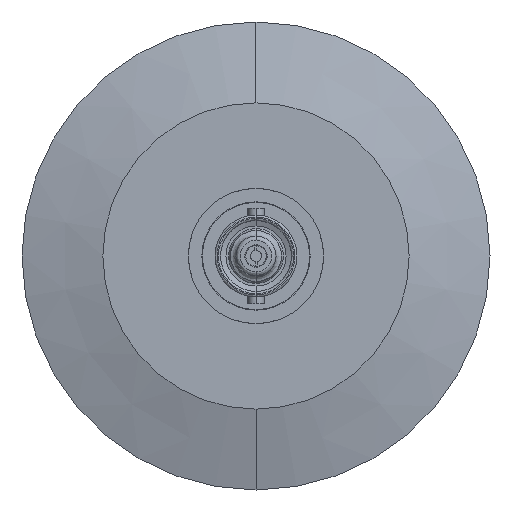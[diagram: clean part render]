
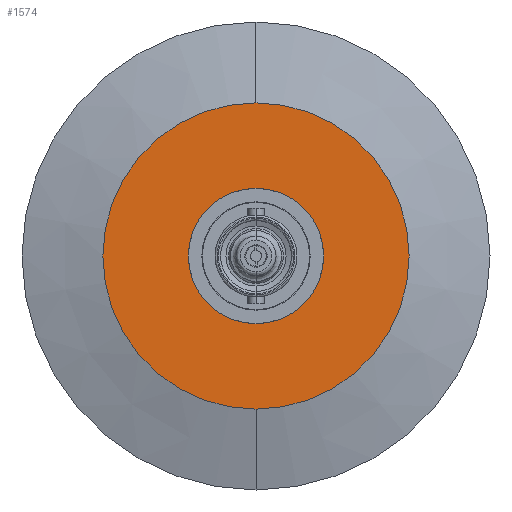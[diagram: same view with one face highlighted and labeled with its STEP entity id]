
A CAD part, left-side view. The second image highlights one B-rep face of the part: STEP entity #1574.
In plain terms, the highlighted planar face has unit normal (-1, 0, 0).
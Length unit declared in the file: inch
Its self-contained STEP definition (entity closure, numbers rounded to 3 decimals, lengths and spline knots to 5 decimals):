
#304 = AXIS2_PLACEMENT_3D ( 'NONE', #4324, #4325, #4326 ) ;
#319 = AXIS2_PLACEMENT_3D ( 'NONE', #4479, #4480, #4481 ) ;
#901 = EDGE_CURVE ( 'NONE', #7516, #7518, #6748, .T. ) ;
#1574 = ADVANCED_FACE ( 'NONE', ( #2399, #2391 ), #6146, .T. ) ;
#1758 = AXIS2_PLACEMENT_3D ( 'NONE', #9008, #9007, #9005 ) ;
#2391 = FACE_OUTER_BOUND ( 'NONE', #5420, .T. ) ;
#2399 = FACE_BOUND ( 'NONE', #5424, .T. ) ;
#2852 = CIRCLE ( 'NONE', #8309, 0.70679 ) ;
#2874 = CIRCLE ( 'NONE', #319, 0.3125 ) ;
#2923 = CIRCLE ( 'NONE', #304, 0.3125 ) ;
#3312 = CARTESIAN_POINT ( 'NONE',  ( -0.2, 0., -0.3125 ) ) ;
#3317 = CARTESIAN_POINT ( 'NONE',  ( -0.2, 0., 0.3125 ) ) ;
#3334 = CARTESIAN_POINT ( 'NONE',  ( -0.2, 0., -0.70679 ) ) ;
#3336 = CARTESIAN_POINT ( 'NONE',  ( -0.2, 0., 0.70679 ) ) ;
#4324 = CARTESIAN_POINT ( 'NONE',  ( -0.2, 0., 0. ) ) ;
#4325 = DIRECTION ( 'NONE',  ( 1., 0., 0. ) ) ;
#4326 = DIRECTION ( 'NONE',  ( 0., 0., -1. ) ) ;
#4479 = CARTESIAN_POINT ( 'NONE',  ( -0.2, 0., 0. ) ) ;
#4480 = DIRECTION ( 'NONE',  ( 1., 0., 0. ) ) ;
#4481 = DIRECTION ( 'NONE',  ( 0., 0., -1. ) ) ;
#4515 = CARTESIAN_POINT ( 'NONE',  ( -0.2, 0., 0. ) ) ;
#4516 = DIRECTION ( 'NONE',  ( 1., 0., 0. ) ) ;
#4517 = DIRECTION ( 'NONE',  ( 0., 0., -1. ) ) ;
#5420 = EDGE_LOOP ( 'NONE', ( #5574, #5575 ) ) ;
#5424 = EDGE_LOOP ( 'NONE', ( #5572, #5573 ) ) ;
#5572 = ORIENTED_EDGE ( 'NONE', *, *, #9413, .T. ) ;
#5573 = ORIENTED_EDGE ( 'NONE', *, *, #9451, .T. ) ;
#5574 = ORIENTED_EDGE ( 'NONE', *, *, #9466, .F. ) ;
#5575 = ORIENTED_EDGE ( 'NONE', *, *, #901, .F. ) ;
#6141 = DIRECTION ( 'NONE',  ( 0., 0., 1. ) ) ;
#6142 = DIRECTION ( 'NONE',  ( -1., 0., 0. ) ) ;
#6146 = PLANE ( 'NONE',  #8588 ) ;
#6151 = CARTESIAN_POINT ( 'NONE',  ( -0.2, 0., -0.70679 ) ) ;
#6748 = CIRCLE ( 'NONE', #1758, 0.70679 ) ;
#7516 = VERTEX_POINT ( 'NONE', #3336 ) ;
#7518 = VERTEX_POINT ( 'NONE', #3334 ) ;
#7535 = VERTEX_POINT ( 'NONE', #3317 ) ;
#7540 = VERTEX_POINT ( 'NONE', #3312 ) ;
#8309 = AXIS2_PLACEMENT_3D ( 'NONE', #4515, #4516, #4517 ) ;
#8588 = AXIS2_PLACEMENT_3D ( 'NONE', #6151, #6142, #6141 ) ;
#9005 = DIRECTION ( 'NONE',  ( 0., 0., -1. ) ) ;
#9007 = DIRECTION ( 'NONE',  ( 1., 0., 0. ) ) ;
#9008 = CARTESIAN_POINT ( 'NONE',  ( -0.2, 0., 0. ) ) ;
#9413 = EDGE_CURVE ( 'NONE', #7540, #7535, #2923, .T. ) ;
#9451 = EDGE_CURVE ( 'NONE', #7535, #7540, #2874, .T. ) ;
#9466 = EDGE_CURVE ( 'NONE', #7518, #7516, #2852, .T. ) ;
